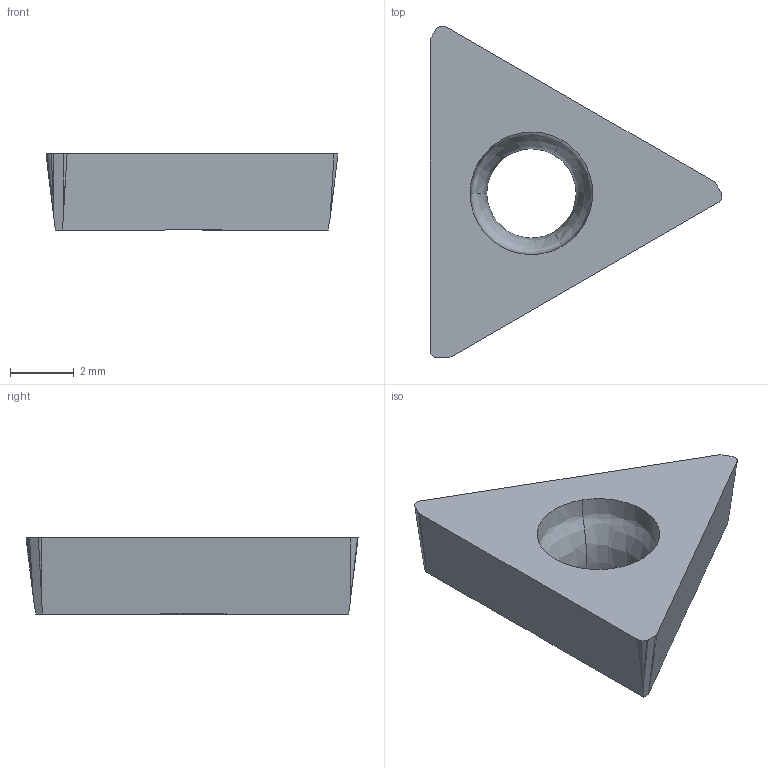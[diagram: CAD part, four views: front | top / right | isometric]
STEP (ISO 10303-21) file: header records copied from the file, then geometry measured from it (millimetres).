
FILE_DESCRIPTION(/* description */ (''),/* implementation_level */ '2;1');
FILE_NAME(/* name */ 'aaa318582_a.stp',/* time_stamp */ '2018-05-24T11:04:44+02:00',/* author */ (''),/* organization */ ('SMS'),/* preprocessor_version */ 'ST-DEVELOPER v15',/* originating_system */ 'SIEMENS PLM Software NX 8.5',/* authorisation */ '');
FILE_SCHEMA (('AUTOMOTIVE_DESIGN { 1 0 10303 214 3 1 1 1 }'));
Length unit declared in the file: millimetre
Products named in the file (1): AAA318582_A
Bounding box: 9.14 x 10.39 x 2.38 mm (x, y, z)
Volume: 93 mm3; surface area: 175.5 mm2
Topology: 1 solids, 1 shells, 34 faces, 103 edges, 63 vertices
Faces by surface type: plane 19, bspline 9, cone 6
Entity records: 3130 total; most frequent: CARTESIAN_POINT 2306, ORIENTED_EDGE 186, DIRECTION 116, EDGE_CURVE 93, VERTEX_POINT 60, LINE 48, VECTOR 48, B_SPLINE_CURVE_WITH_KNOTS 40
